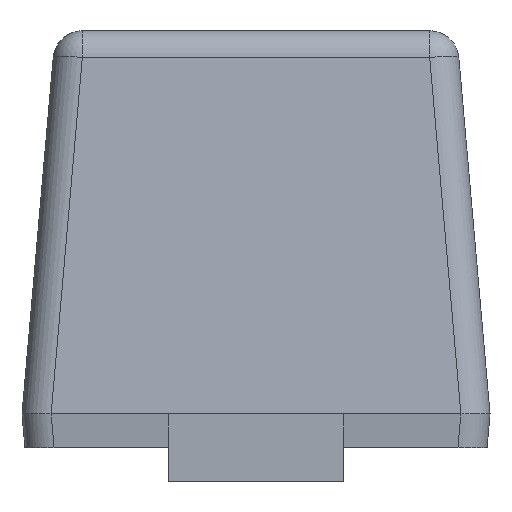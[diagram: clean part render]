
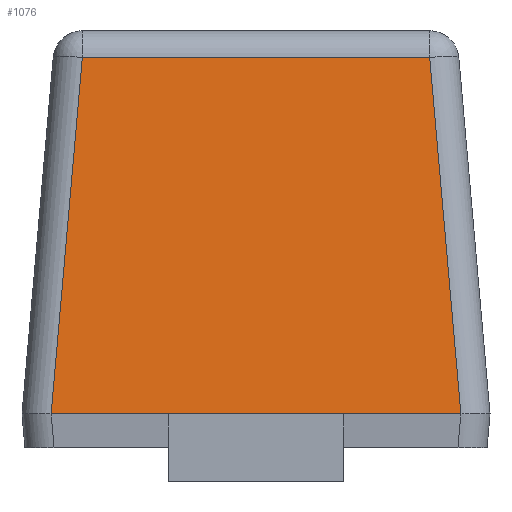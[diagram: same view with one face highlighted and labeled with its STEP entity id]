
A CAD part, left-side view. The second image highlights one B-rep face of the part: STEP entity #1076.
In plain terms, the highlighted face is planar.
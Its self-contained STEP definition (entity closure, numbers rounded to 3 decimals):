
#573=DIRECTION('',(-0.087,-0.992,-0.087));
#574=VECTOR('',#573,0.614);
#575=CARTESIAN_POINT('',(-0.297,0.609,
-0.547));
#576=LINE('',#575,#574);
#580=DIRECTION('',(1.,0.,0.));
#581=VECTOR('',#580,0.7);
#582=CARTESIAN_POINT('',(-0.35,0.,-0.6));
#583=LINE('',#582,#581);
#587=DIRECTION('',(0.087,-0.992,-0.087));
#588=VECTOR('',#587,0.614);
#589=CARTESIAN_POINT('',(0.297,0.609,
-0.547));
#590=LINE('',#589,#588);
#594=DIRECTION('',(-1.,0.,0.));
#595=VECTOR('',#594,0.594);
#596=CARTESIAN_POINT('',(0.297,0.609,
-0.547));
#597=LINE('',#596,#595);
#913=CARTESIAN_POINT('',(-0.297,0.609,
-0.547));
#914=CARTESIAN_POINT('',(-0.35,0.,-0.6));
#915=VERTEX_POINT('',#913);
#916=VERTEX_POINT('',#914);
#925=CARTESIAN_POINT('',(0.297,0.609,
-0.547));
#926=CARTESIAN_POINT('',(0.35,0.,-0.6));
#927=VERTEX_POINT('',#925);
#928=VERTEX_POINT('',#926);
#1063=CARTESIAN_POINT('',(1.419,0.,-0.6));
#1064=DIRECTION('',(0.,0.087,-0.996));
#1065=DIRECTION('',(1.,0.,0.));
#1066=AXIS2_PLACEMENT_3D('',#1063,#1064,#1065);
#1067=PLANE('',#1066);
#1068=ORIENTED_EDGE('',*,*,#1054,.T.);
#1070=ORIENTED_EDGE('',*,*,#1069,.T.);
#1072=ORIENTED_EDGE('',*,*,#1071,.F.);
#1073=ORIENTED_EDGE('',*,*,#1000,.T.);
#1074=EDGE_LOOP('',(#1068,#1070,#1072,#1073));
#1075=FACE_OUTER_BOUND('',#1074,.F.);
#1000=EDGE_CURVE('',#927,#915,#597,.T.);
#1054=EDGE_CURVE('',#915,#916,#576,.T.);
#1069=EDGE_CURVE('',#916,#928,#583,.T.);
#1071=EDGE_CURVE('',#927,#928,#590,.T.);
#1076=ADVANCED_FACE('',(#1075),#1067,.T.);
